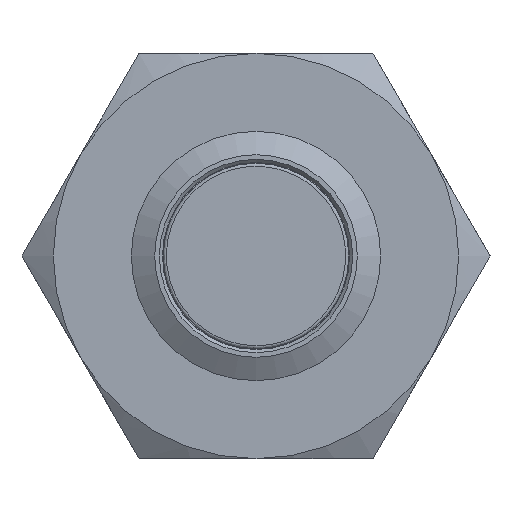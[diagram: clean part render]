
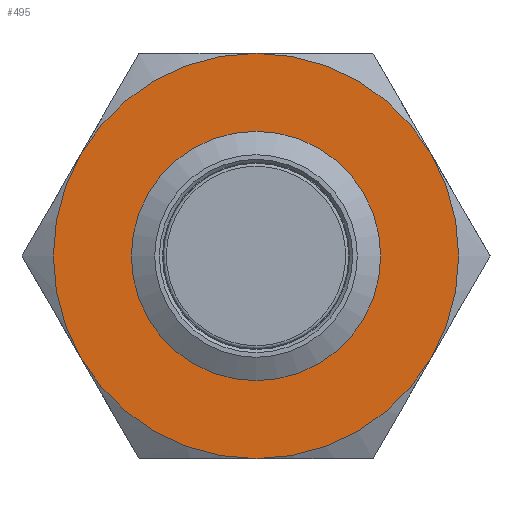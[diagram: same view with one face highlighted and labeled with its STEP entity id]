
A CAD part, left-side view. The second image highlights one B-rep face of the part: STEP entity #495.
In plain terms, the highlighted planar face has unit normal (-1, 0, 0).
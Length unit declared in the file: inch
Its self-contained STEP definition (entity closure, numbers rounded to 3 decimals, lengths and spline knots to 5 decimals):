
#15 = EDGE_CURVE ( 'NONE', #1927, #1728, #487, .T. ) ;
#17 = DIRECTION ( 'NONE',  ( 0., 0., -1. ) ) ;
#20 = AXIS2_PLACEMENT_3D ( 'NONE', #755, #1132, #1822 ) ;
#136 = AXIS2_PLACEMENT_3D ( 'NONE', #2105, #1612, #2306 ) ;
#147 = PLANE ( 'NONE',  #1953 ) ;
#160 = ORIENTED_EDGE ( 'NONE', *, *, #15, .F. ) ;
#190 = EDGE_CURVE ( 'NONE', #2235, #1023, #1230, .T. ) ;
#213 = DIRECTION ( 'NONE',  ( 1., 0., 0. ) ) ;
#262 = AXIS2_PLACEMENT_3D ( 'NONE', #1653, #1254, #17 ) ;
#263 = AXIS2_PLACEMENT_3D ( 'NONE', #1123, #213, #747 ) ;
#275 = CARTESIAN_POINT ( 'NONE',  ( 0.19685, 0., 0. ) ) ;
#284 = CIRCLE ( 'NONE', #1555, 0.25591 ) ;
#332 = CARTESIAN_POINT ( 'NONE',  ( 0.19685, 0., 0.15748 ) ) ;
#334 = AXIS2_PLACEMENT_3D ( 'NONE', #1796, #2121, #867 ) ;
#338 = EDGE_CURVE ( 'NONE', #1189, #2000, #967, .T. ) ;
#358 = DIRECTION ( 'NONE',  ( 1., 0., 0. ) ) ;
#403 = CARTESIAN_POINT ( 'NONE',  ( 0.19685, -0.22162, -0.12795 ) ) ;
#452 = EDGE_LOOP ( 'NONE', ( #486 ) ) ;
#486 = ORIENTED_EDGE ( 'NONE', *, *, #1501, .F. ) ;
#487 = CIRCLE ( 'NONE', #262, 0.25591 ) ;
#495 = ADVANCED_FACE ( 'NONE', ( #855, #1007 ), #147, .F. ) ;
#545 = CIRCLE ( 'NONE', #136, 0.25591 ) ;
#611 = CARTESIAN_POINT ( 'NONE',  ( 0.19685, 0.22162, -0.12795 ) ) ;
#622 = AXIS2_PLACEMENT_3D ( 'NONE', #2227, #635, #1531 ) ;
#635 = DIRECTION ( 'NONE',  ( 1., 0., 0. ) ) ;
#747 = DIRECTION ( 'NONE',  ( 0., 0., -1. ) ) ;
#755 = CARTESIAN_POINT ( 'NONE',  ( 0.19685, 0., 0. ) ) ;
#768 = CARTESIAN_POINT ( 'NONE',  ( 0.19685, 0., 0.25591 ) ) ;
#855 = FACE_BOUND ( 'NONE', #452, .T. ) ;
#867 = DIRECTION ( 'NONE',  ( 0., 0., -1. ) ) ;
#937 = ORIENTED_EDGE ( 'NONE', *, *, #338, .F. ) ;
#967 = CIRCLE ( 'NONE', #263, 0.25591 ) ;
#976 = EDGE_LOOP ( 'NONE', ( #937, #1561, #160, #2277, #1663, #1199 ) ) ;
#1006 = CARTESIAN_POINT ( 'NONE',  ( 0.19685, 0., -0.25591 ) ) ;
#1007 = FACE_OUTER_BOUND ( 'NONE', #976, .T. ) ;
#1023 = VERTEX_POINT ( 'NONE', #768 ) ;
#1123 = CARTESIAN_POINT ( 'NONE',  ( 0.19685, 0., 0. ) ) ;
#1132 = DIRECTION ( 'NONE',  ( -1., 0., 0. ) ) ;
#1139 = CIRCLE ( 'NONE', #20, 0.15748 ) ;
#1189 = VERTEX_POINT ( 'NONE', #1006 ) ;
#1199 = ORIENTED_EDGE ( 'NONE', *, *, #1318, .F. ) ;
#1230 = CIRCLE ( 'NONE', #334, 0.25591 ) ;
#1233 = VERTEX_POINT ( 'NONE', #332 ) ;
#1254 = DIRECTION ( 'NONE',  ( 1., 0., 0. ) ) ;
#1318 = EDGE_CURVE ( 'NONE', #2000, #2235, #545, .T. ) ;
#1501 = EDGE_CURVE ( 'NONE', #1233, #1233, #1139, .T. ) ;
#1525 = DIRECTION ( 'NONE',  ( 1., 0., 0. ) ) ;
#1531 = DIRECTION ( 'NONE',  ( 0., 0., -1. ) ) ;
#1555 = AXIS2_PLACEMENT_3D ( 'NONE', #1968, #358, #2273 ) ;
#1561 = ORIENTED_EDGE ( 'NONE', *, *, #1565, .F. ) ;
#1565 = EDGE_CURVE ( 'NONE', #1728, #1189, #1620, .T. ) ;
#1612 = DIRECTION ( 'NONE',  ( 1., 0., 0. ) ) ;
#1620 = CIRCLE ( 'NONE', #622, 0.25591 ) ;
#1653 = CARTESIAN_POINT ( 'NONE',  ( 0.19685, 0., 0. ) ) ;
#1663 = ORIENTED_EDGE ( 'NONE', *, *, #190, .F. ) ;
#1672 = CARTESIAN_POINT ( 'NONE',  ( 0.19685, -0.22162, 0.12795 ) ) ;
#1674 = EDGE_CURVE ( 'NONE', #1023, #1927, #284, .T. ) ;
#1728 = VERTEX_POINT ( 'NONE', #403 ) ;
#1742 = CARTESIAN_POINT ( 'NONE',  ( 0.19685, 0.22162, 0.12795 ) ) ;
#1796 = CARTESIAN_POINT ( 'NONE',  ( 0.19685, 0., 0. ) ) ;
#1822 = DIRECTION ( 'NONE',  ( 0., 0., 1. ) ) ;
#1927 = VERTEX_POINT ( 'NONE', #1672 ) ;
#1953 = AXIS2_PLACEMENT_3D ( 'NONE', #275, #1525, #2232 ) ;
#1968 = CARTESIAN_POINT ( 'NONE',  ( 0.19685, 0., 0. ) ) ;
#2000 = VERTEX_POINT ( 'NONE', #611 ) ;
#2105 = CARTESIAN_POINT ( 'NONE',  ( 0.19685, 0., 0. ) ) ;
#2121 = DIRECTION ( 'NONE',  ( 1., 0., 0. ) ) ;
#2227 = CARTESIAN_POINT ( 'NONE',  ( 0.19685, 0., 0. ) ) ;
#2232 = DIRECTION ( 'NONE',  ( 0., 0., -1. ) ) ;
#2235 = VERTEX_POINT ( 'NONE', #1742 ) ;
#2273 = DIRECTION ( 'NONE',  ( 0., 0., -1. ) ) ;
#2277 = ORIENTED_EDGE ( 'NONE', *, *, #1674, .F. ) ;
#2306 = DIRECTION ( 'NONE',  ( 0., 0., -1. ) ) ;
